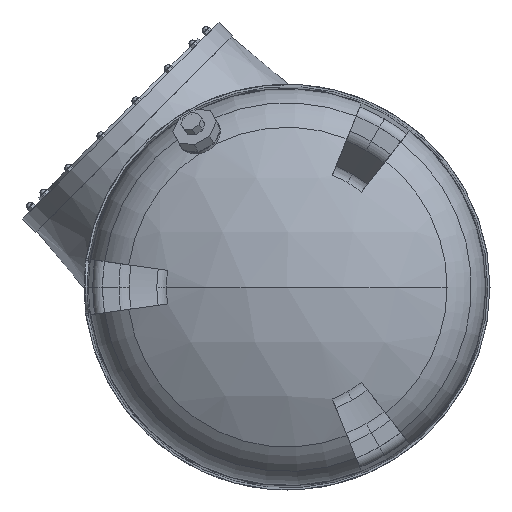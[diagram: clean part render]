
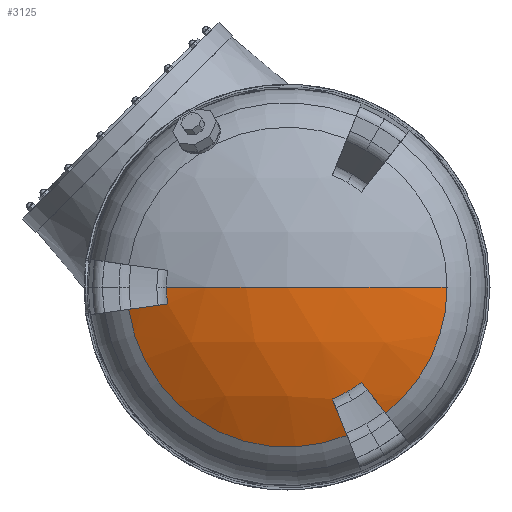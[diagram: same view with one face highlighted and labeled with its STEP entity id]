
A CAD part, front view. The second image highlights one B-rep face of the part: STEP entity #3125.
In plain terms, the highlighted spherical face has radius 515 mm.
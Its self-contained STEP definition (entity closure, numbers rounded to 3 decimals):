
#269 = DIRECTION ( 'NONE',  ( 0., 0., -1. ) ) ;
#591 = CARTESIAN_POINT ( 'NONE',  ( 6363.198, 541.996, 0. ) ) ;
#619 = EDGE_CURVE ( 'NONE', #19632, #17151, #7996, .T. ) ;
#633 = CARTESIAN_POINT ( 'NONE',  ( 6363.198, 541.996, 0. ) ) ;
#1059 = CARTESIAN_POINT ( 'NONE',  ( 6363.198, 63.438, 0. ) ) ;
#1429 = VERTEX_POINT ( 'NONE', #8805 ) ;
#1486 = CARTESIAN_POINT ( 'NONE',  ( 6363.198, 541.996, 0. ) ) ;
#2035 = ORIENTED_EDGE ( 'NONE', *, *, #619, .T. ) ;
#2083 = ORIENTED_EDGE ( 'NONE', *, *, #15005, .T. ) ;
#2239 = CARTESIAN_POINT ( 'NONE',  ( 6363.198, 541.996, 0. ) ) ;
#2247 = EDGE_CURVE ( 'NONE', #11800, #4614, #7870, .T. ) ;
#2568 = ORIENTED_EDGE ( 'NONE', *, *, #22406, .F. ) ;
#2605 = AXIS2_PLACEMENT_3D ( 'NONE', #15856, #5608, #3727 ) ;
#2755 = CIRCLE ( 'NONE', #7387, 190.281 ) ;
#2962 = ORIENTED_EDGE ( 'NONE', *, *, #13655, .F. ) ;
#3125 = ADVANCED_FACE ( 'NONE', ( #15272 ), #4680, .T. ) ;
#3398 = VERTEX_POINT ( 'NONE', #7610 ) ;
#3565 = CARTESIAN_POINT ( 'NONE',  ( 6457.706, 93.022, -233.914 ) ) ;
#3727 = DIRECTION ( 'NONE',  ( -1., 0., 0. ) ) ;
#3786 = AXIS2_PLACEMENT_3D ( 'NONE', #591, #16909, #6169 ) ;
#4082 = CIRCLE ( 'NONE', #21468, 252.285 ) ;
#4563 = AXIS2_PLACEMENT_3D ( 'NONE', #21686, #269, #19812 ) ;
#4614 = VERTEX_POINT ( 'NONE', #10664 ) ;
#4680 = SPHERICAL_SURFACE ( 'NONE', #17440, 515. ) ;
#5276 = VERTEX_POINT ( 'NONE', #13680 ) ;
#5608 = DIRECTION ( 'NONE',  ( 0., 1., 0. ) ) ;
#6169 = DIRECTION ( 'NONE',  ( -0.616, 0., 0.788 ) ) ;
#6580 = AXIS2_PLACEMENT_3D ( 'NONE', #18835, #17190, #18677 ) ;
#6629 = AXIS2_PLACEMENT_3D ( 'NONE', #1059, #13542, #13622 ) ;
#7039 = EDGE_CURVE ( 'NONE', #16250, #3398, #14816, .T. ) ;
#7387 = AXIS2_PLACEMENT_3D ( 'NONE', #18885, #15135, #9854 ) ;
#7551 = EDGE_CURVE ( 'NONE', #3398, #15291, #18656, .T. ) ;
#7610 = CARTESIAN_POINT ( 'NONE',  ( 6174.769, 63.438, -26.482 ) ) ;
#7680 = CIRCLE ( 'NONE', #10194, 515. ) ;
#7867 = CARTESIAN_POINT ( 'NONE',  ( 6434.478, 63.438, -176.425 ) ) ;
#7870 = CIRCLE ( 'NONE', #3786, 515. ) ;
#7996 = CIRCLE ( 'NONE', #10417, 515. ) ;
#8372 = AXIS2_PLACEMENT_3D ( 'NONE', #17841, #12165, #15779 ) ;
#8670 = CARTESIAN_POINT ( 'NONE',  ( 6615.483, 93.022, 0. ) ) ;
#8805 = CARTESIAN_POINT ( 'NONE',  ( 6458.338, 63.438, -164.788 ) ) ;
#9176 = ORIENTED_EDGE ( 'NONE', *, *, #7039, .F. ) ;
#9558 = CARTESIAN_POINT ( 'NONE',  ( 6363.198, 93.022, 0. ) ) ;
#9682 = ORIENTED_EDGE ( 'NONE', *, *, #7551, .F. ) ;
#9854 = DIRECTION ( 'NONE',  ( 0.5, 0., -0.866 ) ) ;
#9996 = ORIENTED_EDGE ( 'NONE', *, *, #2247, .F. ) ;
#10042 = CARTESIAN_POINT ( 'NONE',  ( 6172.918, 63.438, 0. ) ) ;
#10194 = AXIS2_PLACEMENT_3D ( 'NONE', #633, #13180, #16483 ) ;
#10417 = AXIS2_PLACEMENT_3D ( 'NONE', #2239, #18235, #18081 ) ;
#10539 = EDGE_CURVE ( 'NONE', #1429, #17151, #2755, .T. ) ;
#10648 = EDGE_CURVE ( 'NONE', #4614, #1429, #17247, .T. ) ;
#10664 = CARTESIAN_POINT ( 'NONE',  ( 6480.346, 63.438, -149.943 ) ) ;
#11233 = DIRECTION ( 'NONE',  ( -1., 0., 0. ) ) ;
#11800 = VERTEX_POINT ( 'NONE', #12550 ) ;
#11921 = DIRECTION ( 'NONE',  ( -1., 0., 0. ) ) ;
#12165 = DIRECTION ( 'NONE',  ( 0., 1., 0. ) ) ;
#12550 = CARTESIAN_POINT ( 'NONE',  ( 6518.52, 93.022, -198.803 ) ) ;
#13180 = DIRECTION ( 'NONE',  ( 0., 0., 1. ) ) ;
#13542 = DIRECTION ( 'NONE',  ( 0., 1., 0. ) ) ;
#13622 = DIRECTION ( 'NONE',  ( 0.5, 0., -0.866 ) ) ;
#13655 = EDGE_CURVE ( 'NONE', #19632, #16250, #13906, .T. ) ;
#13680 = CARTESIAN_POINT ( 'NONE',  ( 6363.198, 26.996, 0. ) ) ;
#13783 = CIRCLE ( 'NONE', #4563, 515. ) ;
#13893 = DIRECTION ( 'NONE',  ( 0., 0., 1. ) ) ;
#13906 = CIRCLE ( 'NONE', #2605, 252.285 ) ;
#14816 = CIRCLE ( 'NONE', #6580, 515. ) ;
#15005 = EDGE_CURVE ( 'NONE', #5276, #15291, #13783, .T. ) ;
#15135 = DIRECTION ( 'NONE',  ( 0., 1., 0. ) ) ;
#15196 = ORIENTED_EDGE ( 'NONE', *, *, #19753, .F. ) ;
#15272 = FACE_OUTER_BOUND ( 'NONE', #18575, .T. ) ;
#15291 = VERTEX_POINT ( 'NONE', #10042 ) ;
#15485 = ORIENTED_EDGE ( 'NONE', *, *, #10648, .F. ) ;
#15779 = DIRECTION ( 'NONE',  ( -1., 0., 0. ) ) ;
#15856 = CARTESIAN_POINT ( 'NONE',  ( 6363.198, 93.022, 0. ) ) ;
#16250 = VERTEX_POINT ( 'NONE', #20974 ) ;
#16483 = DIRECTION ( 'NONE',  ( 1., 0., 0. ) ) ;
#16909 = DIRECTION ( 'NONE',  ( -0.788, 0., -0.616 ) ) ;
#17151 = VERTEX_POINT ( 'NONE', #7867 ) ;
#17190 = DIRECTION ( 'NONE',  ( -0.139, 0., 0.99 ) ) ;
#17247 = CIRCLE ( 'NONE', #6629, 190.281 ) ;
#17440 = AXIS2_PLACEMENT_3D ( 'NONE', #1486, #13893, #11921 ) ;
#17841 = CARTESIAN_POINT ( 'NONE',  ( 6363.198, 63.438, 0. ) ) ;
#18081 = DIRECTION ( 'NONE',  ( -0.375, 0., 0.927 ) ) ;
#18235 = DIRECTION ( 'NONE',  ( -0.927, 0., -0.375 ) ) ;
#18331 = ORIENTED_EDGE ( 'NONE', *, *, #10539, .F. ) ;
#18575 = EDGE_LOOP ( 'NONE', ( #15196, #2083, #9682, #9176, #2962, #2035, #18331, #15485, #9996, #2568 ) ) ;
#18656 = CIRCLE ( 'NONE', #8372, 190.281 ) ;
#18677 = DIRECTION ( 'NONE',  ( 0.99, 0., 0.139 ) ) ;
#18835 = CARTESIAN_POINT ( 'NONE',  ( 6363.198, 541.996, 0. ) ) ;
#18885 = CARTESIAN_POINT ( 'NONE',  ( 6363.198, 63.438, 0. ) ) ;
#19632 = VERTEX_POINT ( 'NONE', #3565 ) ;
#19753 = EDGE_CURVE ( 'NONE', #5276, #21090, #7680, .T. ) ;
#19812 = DIRECTION ( 'NONE',  ( -1., 0., 0. ) ) ;
#20974 = CARTESIAN_POINT ( 'NONE',  ( 6113.368, 93.022, -35.111 ) ) ;
#21090 = VERTEX_POINT ( 'NONE', #8670 ) ;
#21468 = AXIS2_PLACEMENT_3D ( 'NONE', #9558, #21929, #11233 ) ;
#21686 = CARTESIAN_POINT ( 'NONE',  ( 6363.198, 541.996, 0. ) ) ;
#21929 = DIRECTION ( 'NONE',  ( 0., 1., 0. ) ) ;
#22406 = EDGE_CURVE ( 'NONE', #21090, #11800, #4082, .T. ) ;
